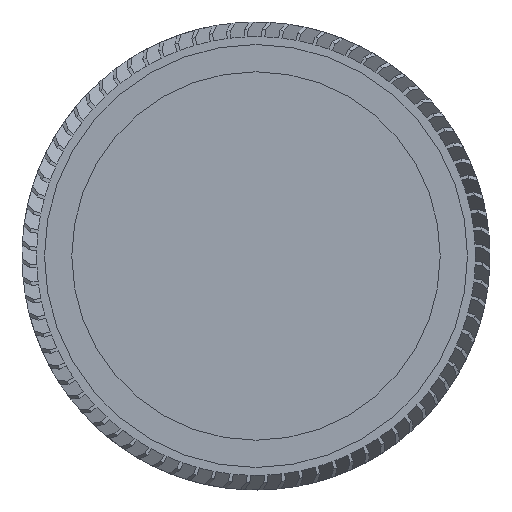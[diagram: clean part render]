
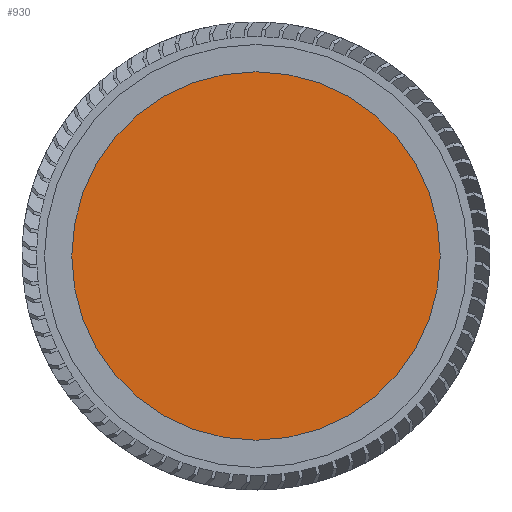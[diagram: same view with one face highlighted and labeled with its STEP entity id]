
A CAD part, front view. The second image highlights one B-rep face of the part: STEP entity #930.
In plain terms, the highlighted planar face has unit normal (0, -1, 0).
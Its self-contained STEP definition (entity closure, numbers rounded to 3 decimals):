
#244 = PLANE ( 'NONE',  #11368 ) ;
#350 = CARTESIAN_POINT ( 'NONE',  ( 0., 18.871, 12.5 ) ) ;
#848 = CARTESIAN_POINT ( 'NONE',  ( 0., 18.871, 0. ) ) ;
#865 = EDGE_LOOP ( 'NONE', ( #13304, #5057 ) ) ;
#930 = ADVANCED_FACE ( 'NONE', ( #4832 ), #244, .F. ) ;
#1848 = DIRECTION ( 'NONE',  ( 0., 1., 0. ) ) ;
#2253 = EDGE_CURVE ( 'NONE', #5163, #5544, #19100, .T. ) ;
#2462 = DIRECTION ( 'NONE',  ( 0., 1., 0. ) ) ;
#4832 = FACE_OUTER_BOUND ( 'NONE', #865, .T. ) ;
#5057 = ORIENTED_EDGE ( 'NONE', *, *, #19989, .F. ) ;
#5163 = VERTEX_POINT ( 'NONE', #350 ) ;
#5544 = VERTEX_POINT ( 'NONE', #6913 ) ;
#6913 = CARTESIAN_POINT ( 'NONE',  ( 0., 18.871, -12.5 ) ) ;
#8160 = CARTESIAN_POINT ( 'NONE',  ( 0., 18.871, 0. ) ) ;
#9872 = CIRCLE ( 'NONE', #17247, 12.5 ) ;
#10341 = DIRECTION ( 'NONE',  ( 0., 0., 1. ) ) ;
#11368 = AXIS2_PLACEMENT_3D ( 'NONE', #8160, #1848, #17482 ) ;
#13304 = ORIENTED_EDGE ( 'NONE', *, *, #2253, .F. ) ;
#14828 = DIRECTION ( 'NONE',  ( 0., 0., 1. ) ) ;
#16530 = CARTESIAN_POINT ( 'NONE',  ( 0., 18.871, 0. ) ) ;
#17095 = AXIS2_PLACEMENT_3D ( 'NONE', #848, #2462, #14828 ) ;
#17247 = AXIS2_PLACEMENT_3D ( 'NONE', #16530, #18066, #10341 ) ;
#17482 = DIRECTION ( 'NONE',  ( 0., 0., 1. ) ) ;
#18066 = DIRECTION ( 'NONE',  ( 0., 1., 0. ) ) ;
#19100 = CIRCLE ( 'NONE', #17095, 12.5 ) ;
#19989 = EDGE_CURVE ( 'NONE', #5544, #5163, #9872, .T. ) ;
